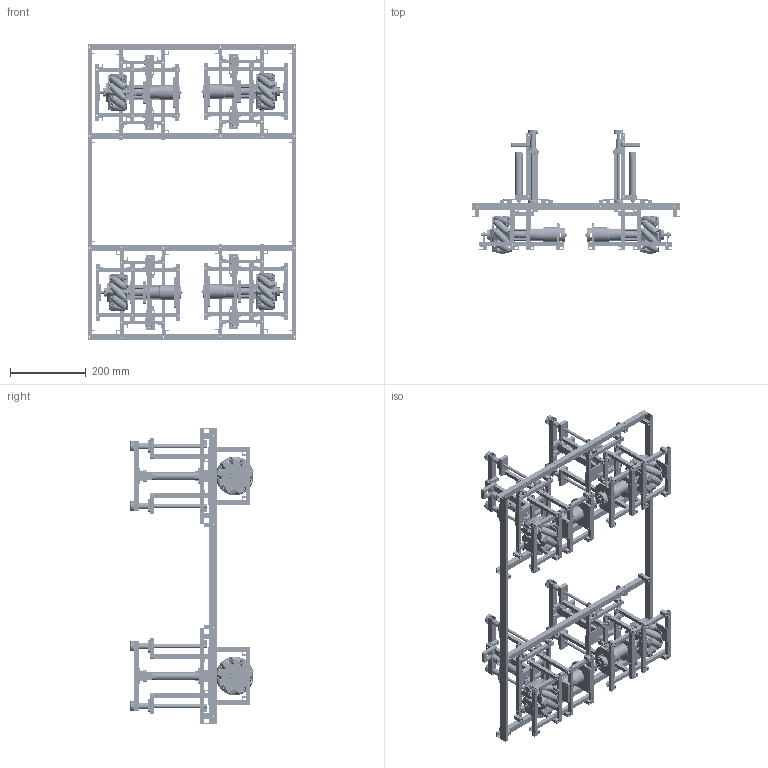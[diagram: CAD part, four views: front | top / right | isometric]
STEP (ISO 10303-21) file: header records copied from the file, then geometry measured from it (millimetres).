
FILE_DESCRIPTION((''),'2;1');
FILE_NAME('01-ASM-ALL_ASM','2023-05-15T13:00:14',('kohos'),(''),'CREO PARAMETRIC BY PTC INC, 2017260','CREO PARAMETRIC BY PTC INC, 2017260','');
FILE_SCHEMA(('CONFIG_CONTROL_DESIGN'));
Length unit declared in the file: millimetre
Products named in the file (88): 01-PRT-FRAME-WHEEL-BASE-1; 01-PRT-FRAME-WHEEL-BASE-2; PRT0006; 01-PRT-FRAME-BASE-KOBA-2; 01-ASM-BASE-FRAME-KOBA_ASM; 01-PRT-FRAME-BASE-KOBA-2_MIR; ASM0002_ASM; ASM0003_ASM; 01-ASM-BASE-FRAME_ASM; OTS-CJ2B16_OUT; OTS-CJ2B16-75Z_IN; CJ2B16-75Z_AF0_ASM; 01-PRT-PLATE-CYILINDER-MOUNT; 01-PRT-FRAME-CYILINDER-2; 01-PLA-CYILINDER; 01-PRT-FRAME-CYILINDER-1; 01-PRT-FRAME-CYILINDER-UNDER-A; 01-ASM-CYILINDER_AF0_ASM; 01-PRT-FRAME-WHEEL-2; 01-PRT-FRAME-WHEEL-1; 01-PRT-FRAME-WHEEL-3; 01-PRT-FRAME-WHEEL-6; 01-ASM-WHEEL-FRAME-UNDER_ASM; 01-PRT-FRAME-WHEEL-2-KAIRYOU; 01-PRT-FRAME-WHEEL-5; 01-PRT-FRAME-WHEEL-4; 01-PRT-FRAME-WHEEL-A; PRT0003; 01-ASM-WHEEL-FRAME-TOP_ASM; 01-ASM-WHEEL-FRAME_ASM; RS-555VC; IG32_100; 01-ASM-MOTER-555_ASM; 01-PRT-PLATE-WHEEL-MOTER-MOUNT; BA0619; GCOC20-8_GCO20-6; 01-PRT-GURUMESUPAIZA-PRIN; PRT0001; PRT0002; 01-PRT-PLATE-CUPRING-MOUNT ...
Assembly tree (182 placements, depth 10):
  01-ASM-ALL_ASM
    01-ASM-BASE-FRAME_ASM
      01-PRT-FRAME-WHEEL-BASE-1  x2
      01-PRT-FRAME-WHEEL-BASE-2  x3
      PRT0006
      01-ASM-BASE-FRAME-KOBA_ASM
        01-PRT-FRAME-BASE-KOBA-2  x2
      ASM0002_ASM  x2
        01-PRT-FRAME-BASE-KOBA-2_MIR
      ASM0003_ASM
        01-PRT-FRAME-BASE-KOBA-2_MIR  x2
    01-ASM-WHEEL-CYILINDER-RINIA_AF0_ASM
      01-ASM-CYILINDER_AF0_ASM
        CJ2B16-75Z_AF0_ASM
          OTS-CJ2B16_OUT
          OTS-CJ2B16-75Z_IN
        01-PRT-PLATE-CYILINDER-MOUNT
        01-PRT-FRAME-CYILINDER-2  x2
        01-PLA-CYILINDER
        01-PRT-FRAME-CYILINDER-1
        01-PRT-FRAME-CYILINDER-UNDER-A
      01-ASM-WHEEL_ASM
        01-ASM-WHEEL-FRAME_ASM
          01-ASM-WHEEL-FRAME-UNDER_ASM
            01-PRT-FRAME-WHEEL-2  x2
            01-PRT-FRAME-WHEEL-1  x3
            01-PRT-FRAME-WHEEL-3
            01-PRT-FRAME-WHEEL-6  x4
          01-ASM-WHEEL-FRAME-TOP_ASM
            01-PRT-FRAME-WHEEL-2-KAIRYOU  x2
            01-PRT-FRAME-WHEEL-5
            01-PRT-FRAME-WHEEL-4  x4
            01-PRT-FRAME-WHEEL-6  x3
            01-PRT-FRAME-WHEEL-A
            PRT0003
        01-ASM-AROUND-MOTER_ASM
          01-ASM-MOTER-555_ASM
            RS-555VC
            IG32_100
          01-PRT-PLATE-WHEEL-MOTER-MOUNT
          BA0619
          GCOC20-8_GCO20-6
          01-PRT-GURUMESUPAIZA-PRIN  x2
          PRT0001
          PRT0002
          01-PRT-PLATE-CUPRING-MOUNT
          GFM-0810-04  x2
          01-PRT-AXIS-WHEEL
          01-PRT-PLATE-WHEEL-RYOUMOTI
          01-ASM-MEKANAMU_ASM
            NEXUS_ROBOT-14162_ASM
              PRT-MEKANAMU_ASM
                Z-M-F_ASM
                  Z-M-C
                  Z-M-M_ASM  x2
                Z-M-T_ASM  x9
                  Z-M-S
                  Z-M-N
            01-PRT-MDF-MEKANAMU
            SCSM8-8
Bounding box: 550 x 324.45 x 780 mm (x, y, z)
Volume: 2476753.5 mm3; surface area: 2469495.9 mm2
Topology: 522 solids, 522 shells, 13068 faces, 33396 edges, 21584 vertices
Faces by surface type: cylinder 6368, plane 5908, cone 328, bspline 152, revolution 144, torus 104, sphere 64
Entity records: 60752 total; most frequent: DIRECTION 11067, CARTESIAN_POINT 10875, ORIENTED_EDGE 9264, EDGE_CURVE 4632, AXIS2_PLACEMENT_3D 4305, VERTEX_POINT 2988, EDGE_LOOP 2590, VECTOR 2453
